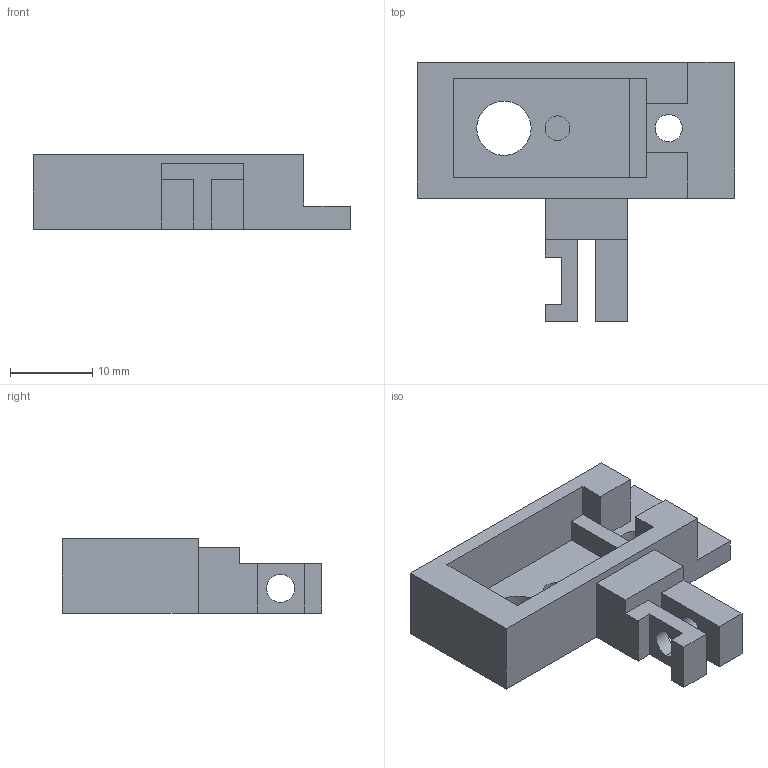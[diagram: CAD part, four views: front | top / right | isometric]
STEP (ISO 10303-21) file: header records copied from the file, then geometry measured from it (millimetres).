
FILE_DESCRIPTION (( 'STEP AP214' ), '1' );
FILE_NAME ('Micro Gripper body (3D).STEP', '2021-06-04T10:53:24', ( '' ), ( '' ), 'SwSTEP 2.0', 'SolidWorks 2016', '' );
FILE_SCHEMA (( 'AUTOMOTIVE_DESIGN' ));
Length unit declared in the file: millimetre
Products named in the file (2): Micro Gripper body (3D)
Bounding box: 38.5 x 31.5 x 9 mm (x, y, z)
Volume: 3651.7 mm3; surface area: 3377.3 mm2
Topology: 1 solids, 1 shells, 158 faces, 424 edges, 282 vertices
Faces by surface type: plane 115, bspline 33, cylinder 10
Entity records: 6623 total; most frequent: CARTESIAN_POINT 2803, ORIENTED_EDGE 848, DIRECTION 632, EDGE_CURVE 424, LINE 338, VECTOR 338, VERTEX_POINT 282, EDGE_LOOP 180
